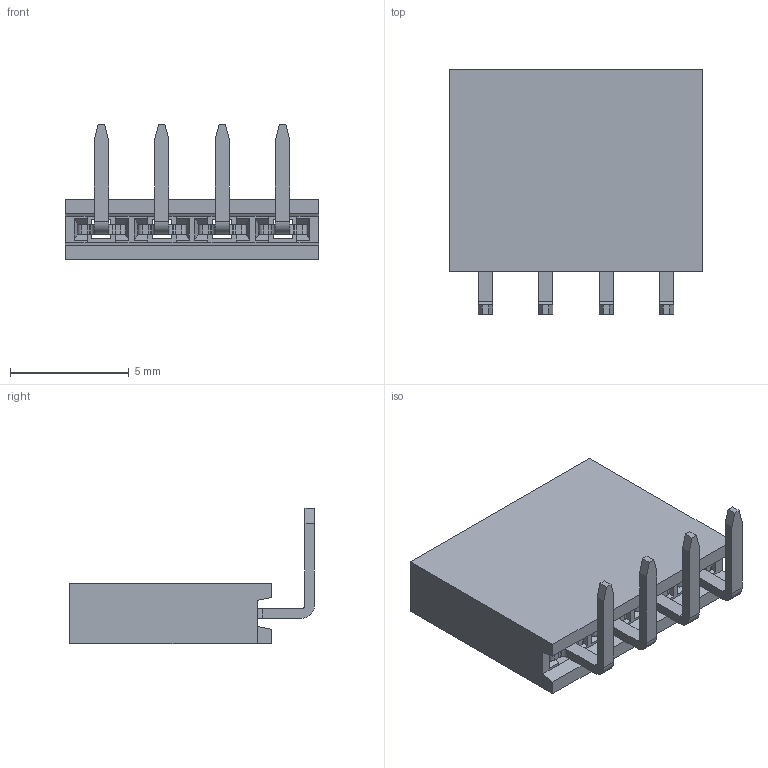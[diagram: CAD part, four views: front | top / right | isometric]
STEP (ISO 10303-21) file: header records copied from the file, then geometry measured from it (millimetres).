
FILE_DESCRIPTION (( 'STEP AP203' ), '1' );
FILE_NAME ('_ _ _C041LGBN-RC.STEP', '2016-08-19T01:52:03', ( 'LUANN HERRING' ), ( 'SULLINS' ), 'SwSTEP 2.0', 'SolidWorks 2015', '' );
FILE_SCHEMA (( 'CONFIG_CONTROL_DESIGN' ));
Length unit declared in the file: inch
Products named in the file (2): _ _ _C041LGBN-RC
Bounding box: 10.66 x 10.3 x 5.69 mm (x, y, z)
Volume: 188.6 mm3; surface area: 618.3 mm2
Topology: 5 solids, 5 shells, 299 faces, 818 edges, 529 vertices
Faces by surface type: plane 239, cylinder 60
Entity records: 9678 total; most frequent: CARTESIAN_POINT 2139, ORIENTED_EDGE 1636, DIRECTION 1355, EDGE_CURVE 818, LINE 657, VECTOR 657, VERTEX_POINT 529, AXIS2_PLACEMENT_3D 349
